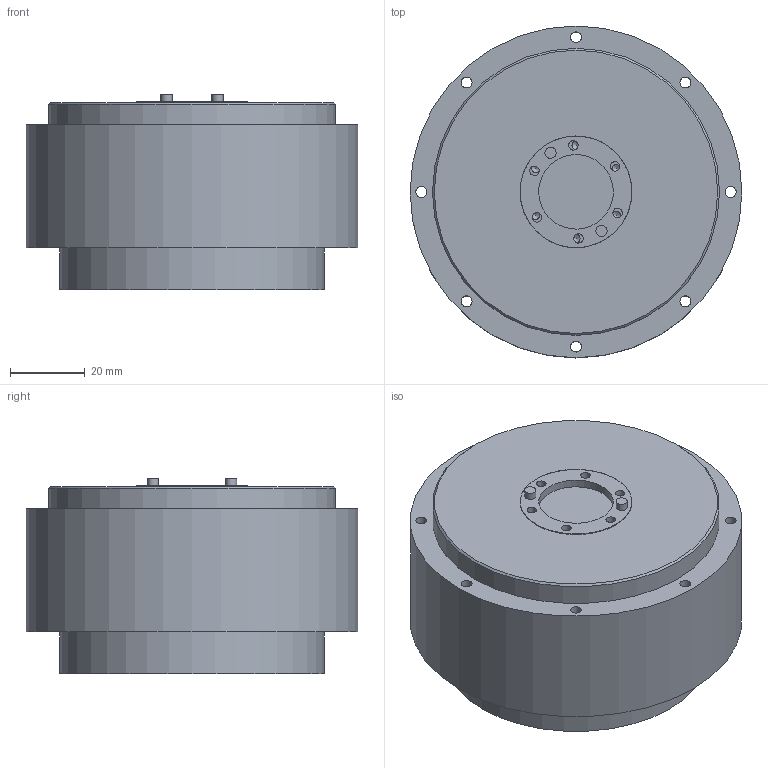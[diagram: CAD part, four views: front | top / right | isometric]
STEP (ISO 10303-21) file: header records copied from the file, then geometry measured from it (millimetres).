
FILE_DESCRIPTION(/* description */ (''),/* implementation_level */ '2;1');
FILE_NAME(/* name */ 'planet v3.step',/* time_stamp */ '2025-08-13T14:22:21+03:00',/* author */ (''),/* organization */ (''),/* preprocessor_version */ 'ST-DEVELOPER v20.1',/* originating_system */ 'Autodesk Translation Framework v14.10.0.0',/* authorisation */ '');
FILE_SCHEMA (('AUTOMOTIVE_DESIGN { 1 0 10303 214 3 1 1 }'));
Length unit declared in the file: millimetre
Products named in the file (3): planet; Bileşen1; Bileşen2
Assembly tree (2 placements, depth 2):
  planet
    Bileşen1
    Bileşen2
Bounding box: 89 x 89 x 52.4 mm (x, y, z)
Volume: 275034.6 mm3; surface area: 30889.2 mm2
Topology: 2 solids, 2 shells, 45 faces, 98 edges, 63 vertices
Faces by surface type: cylinder 28, plane 10, cone 7
Full cylindrical faces by diameter (mm): 2.175 x6, 2.529 x6, 2.93 x8, 3 x2, 20 x1, 30 x2, 71 x1, 77 x1, 89 x1
Entity records: 1364 total; most frequent: DIRECTION 249, CARTESIAN_POINT 205, ORIENTED_EDGE 184, AXIS2_PLACEMENT_3D 107, EDGE_CURVE 92, EDGE_LOOP 85, VERTEX_POINT 63, CIRCLE 57
